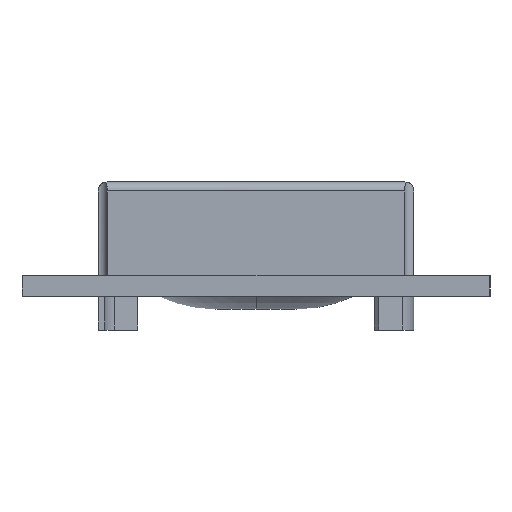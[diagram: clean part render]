
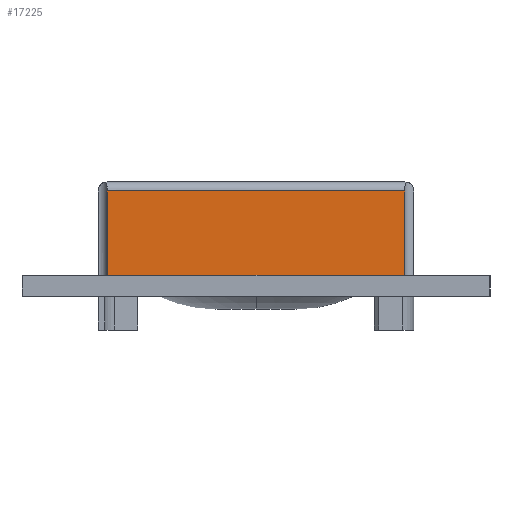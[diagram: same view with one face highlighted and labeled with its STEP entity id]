
A CAD part, left-side view. The second image highlights one B-rep face of the part: STEP entity #17225.
In plain terms, the highlighted planar face has unit normal (-1, 0, 0).
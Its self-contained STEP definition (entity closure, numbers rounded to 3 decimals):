
#109 = PLANE ( 'NONE',  #5637 ) ;
#828 = DIRECTION ( 'NONE',  ( 0., 0., -1. ) ) ;
#855 = DIRECTION ( 'NONE',  ( 0., 0., 1. ) ) ;
#1100 = DIRECTION ( 'NONE',  ( 0., 0., -1. ) ) ;
#1234 = DIRECTION ( 'NONE',  ( 0., 1., 0. ) ) ;
#1506 = CARTESIAN_POINT ( 'NONE',  ( -35.7, 11.45, 1.6 ) ) ;
#1829 = VERTEX_POINT ( 'NONE', #5052 ) ;
#1950 = FACE_OUTER_BOUND ( 'NONE', #21503, .T. ) ;
#2798 = VECTOR ( 'NONE', #5484, 1000. ) ;
#3083 = LINE ( 'NONE', #3191, #21311 ) ;
#3095 = VERTEX_POINT ( 'NONE', #21402 ) ;
#3191 = CARTESIAN_POINT ( 'NONE',  ( -35.7, 11.45, 8.1 ) ) ;
#4803 = ORIENTED_EDGE ( 'NONE', *, *, #12449, .T. ) ;
#5052 = CARTESIAN_POINT ( 'NONE',  ( -35.7, 11.45, 8.1 ) ) ;
#5412 = EDGE_CURVE ( 'NONE', #11193, #3095, #17705, .T. ) ;
#5484 = DIRECTION ( 'NONE',  ( 0., -1., 0. ) ) ;
#5637 = AXIS2_PLACEMENT_3D ( 'NONE', #8116, #17682, #828 ) ;
#6480 = ORIENTED_EDGE ( 'NONE', *, *, #9281, .T. ) ;
#8116 = CARTESIAN_POINT ( 'NONE',  ( -35.7, -12.15, 8.8 ) ) ;
#8493 = LINE ( 'NONE', #17945, #11107 ) ;
#9281 = EDGE_CURVE ( 'NONE', #1829, #23867, #8493, .T. ) ;
#9476 = ORIENTED_EDGE ( 'NONE', *, *, #5412, .T. ) ;
#11107 = VECTOR ( 'NONE', #1100, 1000. ) ;
#11193 = VERTEX_POINT ( 'NONE', #14635 ) ;
#12449 = EDGE_CURVE ( 'NONE', #3095, #1829, #3083, .T. ) ;
#14635 = CARTESIAN_POINT ( 'NONE',  ( -35.7, -11.45, 1.6 ) ) ;
#16247 = CARTESIAN_POINT ( 'NONE',  ( -35.7, -11.45, -0.38 ) ) ;
#16833 = CARTESIAN_POINT ( 'NONE',  ( -35.7, -12.15, 1.6 ) ) ;
#17225 = ADVANCED_FACE ( 'NONE', ( #1950 ), #109, .F. ) ;
#17682 = DIRECTION ( 'NONE',  ( 1., 0., 0. ) ) ;
#17705 = LINE ( 'NONE', #16247, #22657 ) ;
#17945 = CARTESIAN_POINT ( 'NONE',  ( -35.7, 11.45, -0.38 ) ) ;
#17989 = ORIENTED_EDGE ( 'NONE', *, *, #23284, .T. ) ;
#21311 = VECTOR ( 'NONE', #1234, 1000. ) ;
#21402 = CARTESIAN_POINT ( 'NONE',  ( -35.7, -11.45, 8.1 ) ) ;
#21503 = EDGE_LOOP ( 'NONE', ( #9476, #4803, #6480, #17989 ) ) ;
#21966 = LINE ( 'NONE', #16833, #2798 ) ;
#22657 = VECTOR ( 'NONE', #855, 1000. ) ;
#23284 = EDGE_CURVE ( 'NONE', #23867, #11193, #21966, .T. ) ;
#23867 = VERTEX_POINT ( 'NONE', #1506 ) ;
